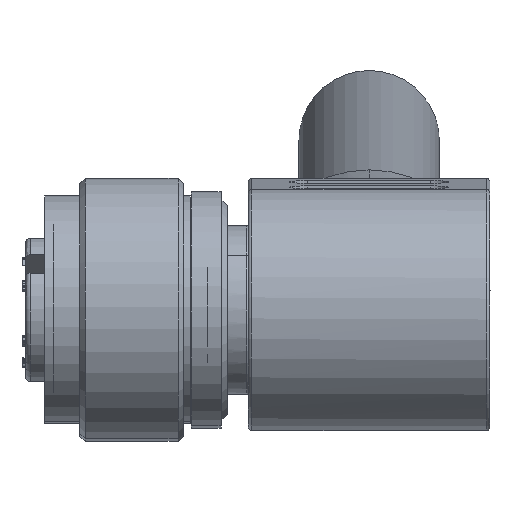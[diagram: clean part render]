
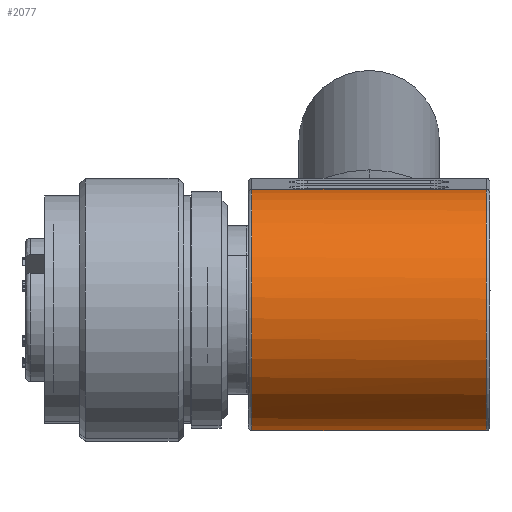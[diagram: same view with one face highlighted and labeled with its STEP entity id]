
A CAD part, top view. The second image highlights one B-rep face of the part: STEP entity #2077.
In plain terms, the highlighted cylindrical face has radius 6.891 mm (diameter 13.782 mm), a partial arc.
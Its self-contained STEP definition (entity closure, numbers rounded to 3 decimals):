
#69=CARTESIAN_POINT('',(15.125,0.,0.));
#70=DIRECTION('',(1.,0.,0.));
#71=DIRECTION('',(0.,0.997,0.077));
#72=AXIS2_PLACEMENT_3D('',#69,#70,#71);
#74=CARTESIAN_POINT('',(15.125,0.,
0.));
#75=DIRECTION('',(1.,0.,0.));
#76=DIRECTION('',(0.,-0.998,-0.067));
#77=AXIS2_PLACEMENT_3D('',#74,#75,#76);
#89=DIRECTION('',(1.,0.,0.));
#90=VECTOR('',#89,13.38);
#91=CARTESIAN_POINT('',(15.125,6.871,0.529));
#92=LINE('',#91,#90);
#93=DIRECTION('',(-1.,0.,0.));
#94=VECTOR('',#93,13.38);
#95=CARTESIAN_POINT('',(28.505,-6.871,-0.529));
#96=LINE('',#95,#94);
#356=CARTESIAN_POINT('',(28.505,0.,0.));
#357=DIRECTION('',(-1.,0.,0.));
#358=DIRECTION('',(0.,-0.997,-0.077));
#359=AXIS2_PLACEMENT_3D('',#356,#357,#358);
#540=CARTESIAN_POINT('',(28.505,0.,
0.));
#541=DIRECTION('',(-1.,0.,0.));
#542=DIRECTION('',(0.,0.996,0.085));
#543=AXIS2_PLACEMENT_3D('',#540,#541,#542);
#1712=CARTESIAN_POINT('',(28.505,-6.871,
-0.529));
#1713=VERTEX_POINT('',#1712);
#1714=CARTESIAN_POINT('',(28.505,6.866,0.589));
#1715=VERTEX_POINT('',#1714);
#1724=CARTESIAN_POINT('',(28.505,6.871,0.529));
#1725=VERTEX_POINT('',#1724);
#1726=CARTESIAN_POINT('',(15.125,6.871,0.529));
#1727=CARTESIAN_POINT('',(15.125,-6.876,
-0.463));
#1728=VERTEX_POINT('',#1726);
#1729=VERTEX_POINT('',#1727);
#1730=CARTESIAN_POINT('',(15.125,-6.871,
-0.529));
#1731=VERTEX_POINT('',#1730);
#2060=CARTESIAN_POINT('',(14.858,0.,0.));
#2061=DIRECTION('',(1.,0.,0.));
#2062=DIRECTION('',(0.,0.997,0.077));
#2063=AXIS2_PLACEMENT_3D('',#2060,#2061,#2062);
#2064=CYLINDRICAL_SURFACE('',#2063,6.891);
#2065=ORIENTED_EDGE('',*,*,#2041,.F.);
#2067=ORIENTED_EDGE('',*,*,#2066,.T.);
#2069=ORIENTED_EDGE('',*,*,#2068,.F.);
#2071=ORIENTED_EDGE('',*,*,#2070,.F.);
#2073=ORIENTED_EDGE('',*,*,#2072,.T.);
#2074=ORIENTED_EDGE('',*,*,#2051,.F.);
#2075=EDGE_LOOP('',(#2065,#2067,#2069,#2071,#2073,#2074));
#2076=FACE_OUTER_BOUND('',#2075,.F.);
#73=CIRCLE('',#72,6.891);
#78=CIRCLE('',#77,6.891);
#360=CIRCLE('',#359,6.891);
#544=CIRCLE('',#543,6.891);
#2041=EDGE_CURVE('',#1728,#1729,#73,.T.);
#2051=EDGE_CURVE('',#1729,#1731,#78,.T.);
#2066=EDGE_CURVE('',#1728,#1725,#92,.T.);
#2068=EDGE_CURVE('',#1715,#1725,#544,.T.);
#2070=EDGE_CURVE('',#1713,#1715,#360,.T.);
#2072=EDGE_CURVE('',#1713,#1731,#96,.T.);
#2077=ADVANCED_FACE('',(#2076),#2064,.T.);
